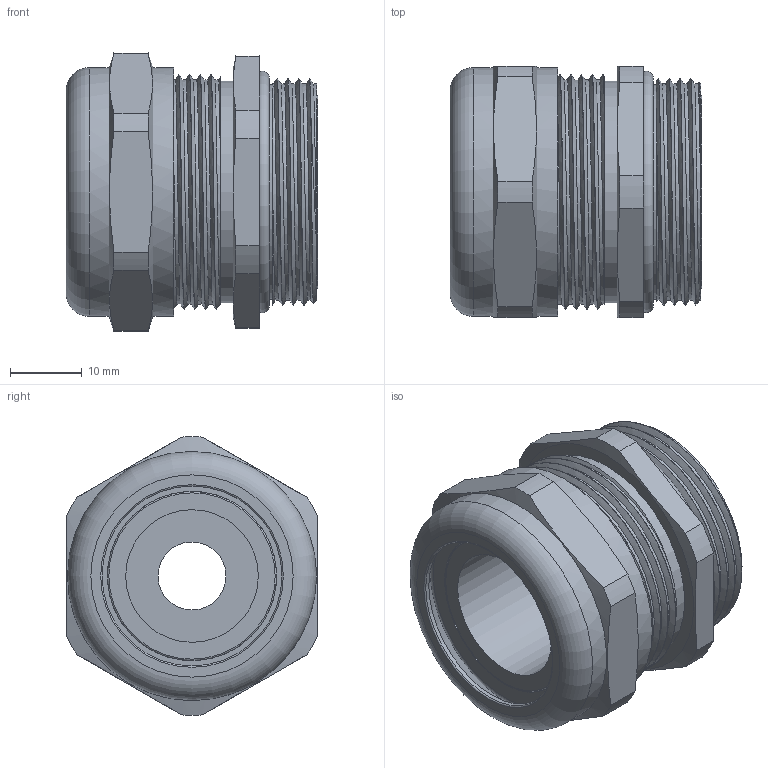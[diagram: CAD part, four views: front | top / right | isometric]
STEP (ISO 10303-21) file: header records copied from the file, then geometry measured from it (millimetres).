
FILE_DESCRIPTION(/* description */ ('Euro-Tight M 32x1,5, KB:14,5-23,5 mm'),/* implementation_level */ '2;1');
FILE_NAME(/* name */ '63080532-RST.stp',/* time_stamp */ '2019-12-17T15:31:38+01:00',/* author */ ('sl'),/* organization */ (''),/* preprocessor_version */ 'ST-DEVELOPER v16.5',/* originating_system */ 'Autodesk Inventor 2017',/* authorisation */ '');
FILE_SCHEMA (('AUTOMOTIVE_DESIGN { 1 0 10303 214 3 1 1 }'));
Length unit declared in the file: millimetre
Products named in the file (6): 63080532; 63080532_1; 63080532_2; 63080532_3; 63080532_4; Euro-Tight-01-BT-0005-63080532
Assembly tree (5 placements, depth 2):
  63080532
    63080532_1
    63080532_2
    63080532_3
    63080532_4
    Euro-Tight-01-BT-0005-63080532
Bounding box: 35.1 x 35 x 38.84 mm (x, y, z)
Volume: 17020.8 mm3; surface area: 21894.7 mm2
Topology: 5 solids, 6 shells, 249 faces, 685 edges, 453 vertices
Faces by surface type: plane 165, cylinder 65, bspline 7, cone 7, torus 5
Full cylindrical faces by diameter (mm): 9.5 x1, 18.5 x1, 23.6 x1, 23.62 x1, 25.08 x1, 26.9 x1, 26.94 x1, 28.75 x1, 28.9 x1, 29.95 x1, 30.94 x1, 31.16 x1, 31.55 x6, 33.14 x1, 34.7 x2
Entity records: 11111 total; most frequent: CARTESIAN_POINT 4611, DIRECTION 1487, ORIENTED_EDGE 1272, AXIS2_PLACEMENT_3D 647, EDGE_CURVE 636, VERTEX_POINT 435, EDGE_LOOP 285, FACE_OUTER_BOUND 244
